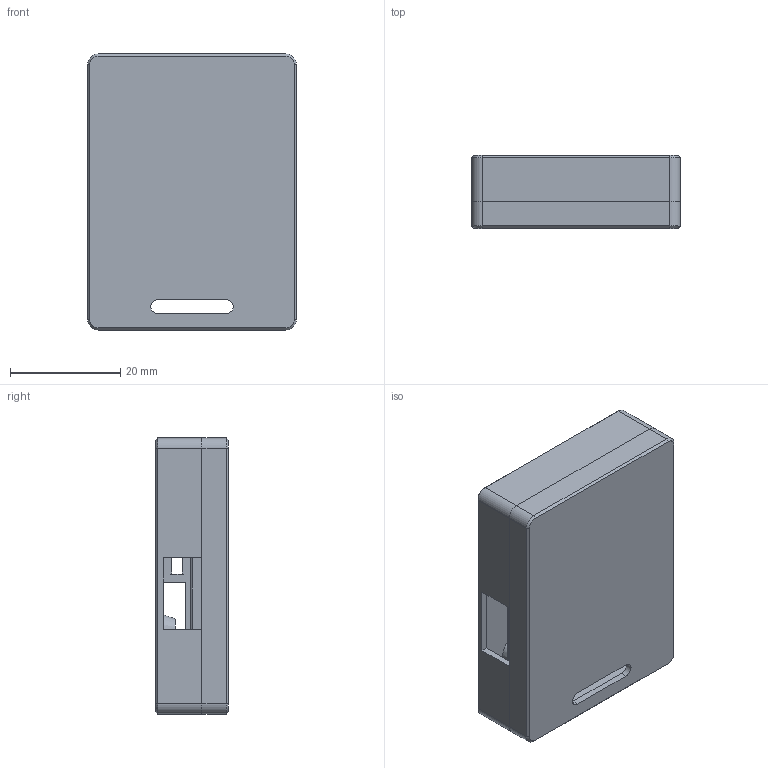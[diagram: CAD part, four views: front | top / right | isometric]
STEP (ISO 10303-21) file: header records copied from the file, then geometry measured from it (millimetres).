
FILE_DESCRIPTION(/* description */ (''),/* implementation_level */ '2;1');
FILE_NAME(/* name */ 'Enclosure.step',/* time_stamp */ '2022-03-03T12:01:06+01:00',/* author */ (''),/* organization */ (''),/* preprocessor_version */ 'ST-DEVELOPER v18.1',/* originating_system */ 'Autodesk Translation Framework v10.13.0.1454',/* authorisation */ '');
FILE_SCHEMA (('AUTOMOTIVE_DESIGN { 1 0 10303 214 3 1 1 }'));
Length unit declared in the file: millimetre
Products named in the file (3): Case (1); Front; Back
Assembly tree (2 placements, depth 2):
  Case (1)
    Front
    Back
Bounding box: 37.8 x 13.2 x 50 mm (x, y, z)
Volume: 7603.4 mm3; surface area: 12190.7 mm2
Topology: 2 solids, 2 shells, 160 faces, 407 edges, 260 vertices
Faces by surface type: plane 100, cylinder 36, cone 20, bspline 4
Full cylindrical faces by diameter (mm): 3 x4
Entity records: 4975 total; most frequent: CARTESIAN_POINT 915, DIRECTION 836, ORIENTED_EDGE 814, EDGE_CURVE 407, LINE 294, VECTOR 294, AXIS2_PLACEMENT_3D 271, VERTEX_POINT 260
